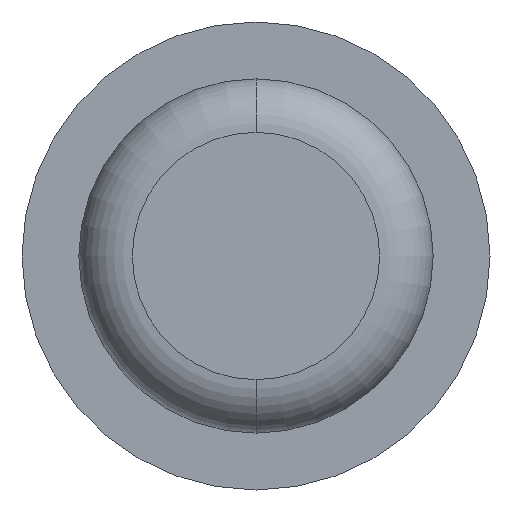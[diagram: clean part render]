
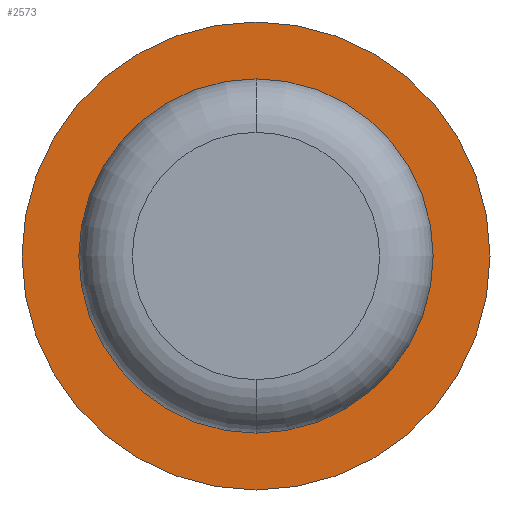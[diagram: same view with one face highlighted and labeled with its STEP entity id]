
A CAD part, front view. The second image highlights one B-rep face of the part: STEP entity #2573.
In plain terms, the highlighted planar face has unit normal (0, -1, 0).
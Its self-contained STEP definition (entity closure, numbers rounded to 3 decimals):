
#33 = CIRCLE ( 'NONE', #2516, 1.325 ) ;
#57 = PLANE ( 'NONE',  #1260 ) ;
#419 = CARTESIAN_POINT ( 'NONE',  ( 0., 7.9, -1.325 ) ) ;
#671 = ORIENTED_EDGE ( 'NONE', *, *, #1412, .F. ) ;
#841 = EDGE_CURVE ( 'Defeature ausgef�hrt1_118+Defeature ausgef�hrt1_119+Defeature ausgef�hrt1_119+Defeature ausgef�hrt1_119', #3447, #2333, #6134, .T. ) ;
#941 = DIRECTION ( 'NONE',  ( 0., -1., 0. ) ) ;
#986 = DIRECTION ( 'NONE',  ( 0., 0., -1. ) ) ;
#1260 = AXIS2_PLACEMENT_3D ( 'NONE', #3569, #4651, #5199 ) ;
#1412 = EDGE_CURVE ( 'Defeature ausgef�hrt1_118+Defeature ausgef�hrt1_119+Defeature ausgef�hrt1_119+Defeature ausgef�hrt1_119', #2333, #3447, #33, .T. ) ;
#1587 = CIRCLE ( 'NONE', #6367, 1.75 ) ;
#1907 = EDGE_CURVE ( 'Defeature ausgef�hrt1_119+Defeature ausgef�hrt1_120+Defeature ausgef�hrt1_120+Defeature ausgef�hrt1_120', #4612, #2645, #4341, .T. ) ;
#2333 = VERTEX_POINT ( 'NONE', #419 ) ;
#2516 = AXIS2_PLACEMENT_3D ( 'NONE', #3604, #2526, #6360 ) ;
#2526 = DIRECTION ( 'NONE',  ( 0., -1., 0. ) ) ;
#2573 = ADVANCED_FACE ( 'Defeature ausgef�hrt1_119', ( #5838, #2776 ), #57, .T. ) ;
#2645 = VERTEX_POINT ( 'NONE', #6206 ) ;
#2776 = FACE_BOUND ( 'NONE', #3724, .T. ) ;
#3124 = EDGE_LOOP ( 'NONE', ( #4174, #5959 ) ) ;
#3319 = DIRECTION ( 'NONE',  ( 0., 0., -1. ) ) ;
#3447 = VERTEX_POINT ( 'NONE', #6386 ) ;
#3569 = CARTESIAN_POINT ( 'NONE',  ( 1.325, 7.9, 0. ) ) ;
#3604 = CARTESIAN_POINT ( 'NONE',  ( 0., 7.9, 0. ) ) ;
#3724 = EDGE_LOOP ( 'NONE', ( #671, #3756 ) ) ;
#3756 = ORIENTED_EDGE ( 'NONE', *, *, #841, .F. ) ;
#4174 = ORIENTED_EDGE ( 'NONE', *, *, #5817, .T. ) ;
#4341 = CIRCLE ( 'NONE', #5277, 1.75 ) ;
#4612 = VERTEX_POINT ( 'NONE', #6477 ) ;
#4651 = DIRECTION ( 'NONE',  ( 0., -1., 0. ) ) ;
#5199 = DIRECTION ( 'NONE',  ( 0., 0., -1. ) ) ;
#5277 = AXIS2_PLACEMENT_3D ( 'NONE', #6376, #941, #986 ) ;
#5506 = DIRECTION ( 'NONE',  ( 0., -1., 0. ) ) ;
#5514 = DIRECTION ( 'NONE',  ( 0., -1., 0. ) ) ;
#5817 = EDGE_CURVE ( 'Defeature ausgef�hrt1_119+Defeature ausgef�hrt1_120+Defeature ausgef�hrt1_120+Defeature ausgef�hrt1_120', #2645, #4612, #1587, .T. ) ;
#5831 = AXIS2_PLACEMENT_3D ( 'NONE', #6550, #5506, #3319 ) ;
#5838 = FACE_OUTER_BOUND ( 'NONE', #3124, .T. ) ;
#5959 = ORIENTED_EDGE ( 'NONE', *, *, #1907, .T. ) ;
#6034 = CARTESIAN_POINT ( 'NONE',  ( 0., 7.9, 0. ) ) ;
#6134 = CIRCLE ( 'NONE', #5831, 1.325 ) ;
#6206 = CARTESIAN_POINT ( 'NONE',  ( 0., 7.9, -1.75 ) ) ;
#6360 = DIRECTION ( 'NONE',  ( 0., 0., -1. ) ) ;
#6367 = AXIS2_PLACEMENT_3D ( 'NONE', #6034, #5514, #6584 ) ;
#6376 = CARTESIAN_POINT ( 'NONE',  ( 0., 7.9, 0. ) ) ;
#6386 = CARTESIAN_POINT ( 'NONE',  ( 0., 7.9, 1.325 ) ) ;
#6477 = CARTESIAN_POINT ( 'NONE',  ( 0., 7.9, 1.75 ) ) ;
#6550 = CARTESIAN_POINT ( 'NONE',  ( 0., 7.9, 0. ) ) ;
#6584 = DIRECTION ( 'NONE',  ( 0., 0., -1. ) ) ;
